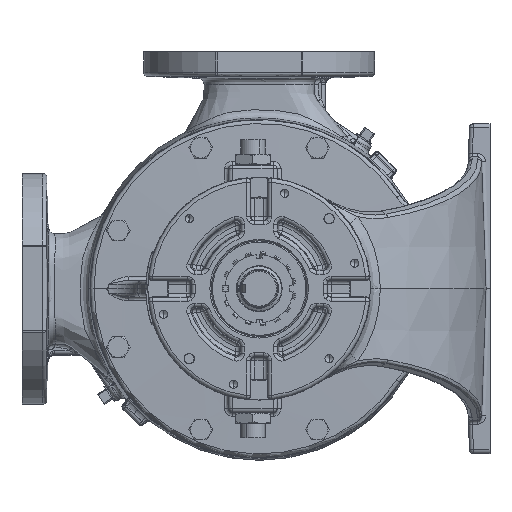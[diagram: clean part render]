
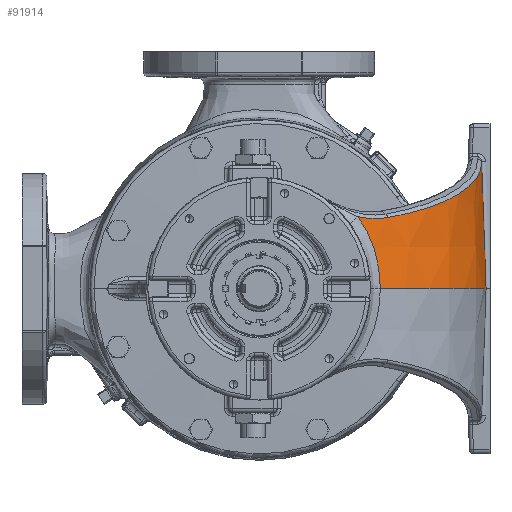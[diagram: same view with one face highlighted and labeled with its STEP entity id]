
A CAD part, left-side view. The second image highlights one B-rep face of the part: STEP entity #91914.
In plain terms, the highlighted conical face has half-angle 2 degrees and reference radius 133.35 mm.
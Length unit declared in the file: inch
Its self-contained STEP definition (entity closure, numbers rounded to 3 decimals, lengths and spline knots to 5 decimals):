
#198 = CARTESIAN_POINT ( 'NONE',  ( -9.91818, -4.88026, 2.38095 ) ) ;
#866 = CARTESIAN_POINT ( 'NONE',  ( -7.5302, -6.5078, 3.23001 ) ) ;
#4829 = VERTEX_POINT ( 'NONE', #14598 ) ;
#7005 = CARTESIAN_POINT ( 'NONE',  ( -10.73003, -3.66857, 0.24402 ) ) ;
#7642 = CARTESIAN_POINT ( 'NONE',  ( -10.89257, -2.9913, 2.18638 ) ) ;
#12511 = EDGE_CURVE ( 'Defeatured_0_497+Defeatured_0_422+Defeatured_0_471+Defeatured_0_496', #139276, #96564, #68073, .T. ) ;
#14598 = CARTESIAN_POINT ( 'NONE',  ( -10.89257, -2.9913, 2.18638 ) ) ;
#15273 = CARTESIAN_POINT ( 'NONE',  ( -9.79917, -5.01981, 2.42327 ) ) ;
#15903 = CARTESIAN_POINT ( 'NONE',  ( -7.1882, -6.59935, 3.3516 ) ) ;
#16961 = DIRECTION ( 'NONE',  ( 0., 0., 1. ) ) ;
#17960 = B_SPLINE_CURVE_WITH_KNOTS ( 'NONE', 3,
 ( #29763, #179127, #44856, #149648, #59821, #164718, #74885, #179774, #89996, #198, #105000, #15273, #120044, #30411, #135159, #45510, #150284, #60474, #165351, #75561, #180407, #90651, #866, #105660, #15903, #120675, #31069, #135815, #46135, #150930, #61113, #166004 ),
 .UNSPECIFIED., .F., .F.,
 ( 4, 2, 2, 2, 2, 2, 2, 2, 2, 2, 2, 2, 2, 2, 2, 4 ),
 ( 0., 0.00479, 0.00958, 0.01916, 0.02874, 0.03353, 0.03832, 0.05747, 0.06705, 0.07663, 0.09579, 0.11495, 0.11974, 0.12453, 0.13411, 0.15326 ),
 .UNSPECIFIED. ) ;
#22048 = CARTESIAN_POINT ( 'NONE',  ( -10.72988, -3.64715, 0.48582 ) ) ;
#25242 = CARTESIAN_POINT ( 'NONE',  ( -10.8491, -3.14583, 2.15602 ) ) ;
#29763 = CARTESIAN_POINT ( 'NONE',  ( -10.55162, -3.89971, 2.15569 ) ) ;
#30411 = CARTESIAN_POINT ( 'NONE',  ( -9.55253, -5.28736, 2.51098 ) ) ;
#31069 = CARTESIAN_POINT ( 'NONE',  ( -7.0149, -6.63884, 3.4132 ) ) ;
#34045 = VERTEX_POINT ( 'NONE', #75175 ) ;
#37162 = CARTESIAN_POINT ( 'NONE',  ( -10.74659, -3.56302, 0.96242 ) ) ;
#40324 = CARTESIAN_POINT ( 'NONE',  ( -10.80018, -3.30097, 2.1346 ) ) ;
#44856 = CARTESIAN_POINT ( 'NONE',  ( -10.49555, -4.01045, 2.17563 ) ) ;
#45510 = CARTESIAN_POINT ( 'NONE',  ( -9.0987, -5.67744, 2.67235 ) ) ;
#46135 = CARTESIAN_POINT ( 'NONE',  ( -6.724, -6.69212, 3.51661 ) ) ;
#52187 = EDGE_CURVE ( 'Defeatured_0_422+Defeatured_0_421+Defeatured_0_372+Defeatured_0_497', #34045, #96564, #174839, .T. ) ;
#52218 = CARTESIAN_POINT ( 'NONE',  ( -10.7777, -3.44568, 1.3345 ) ) ;
#54044 = CARTESIAN_POINT ( 'NONE',  ( -10.88239, -3.02978, 2.17772 ) ) ;
#55338 = CARTESIAN_POINT ( 'NONE',  ( -10.68816, -3.60537, 2.12023 ) ) ;
#56670 = EDGE_LOOP ( 'NONE', ( #173420, #81297, #176910, #63637, #63051 ) ) ;
#58883 = CARTESIAN_POINT ( 'NONE',  ( -5.90122, -6.74698, 3.80907 ) ) ;
#59821 = CARTESIAN_POINT ( 'NONE',  ( -10.40611, -4.1734, 2.20744 ) ) ;
#60474 = CARTESIAN_POINT ( 'NONE',  ( -8.8076, -5.88692, 2.77586 ) ) ;
#61113 = CARTESIAN_POINT ( 'NONE',  ( -6.13793, -6.74992, 3.72493 ) ) ;
#61653 = VERTEX_POINT ( 'NONE', #95120 ) ;
#63051 = ORIENTED_EDGE ( 'NONE', *, *, #122890, .F. ) ;
#63637 = ORIENTED_EDGE ( 'NONE', *, *, #78360, .F. ) ;
#63899 = FACE_OUTER_BOUND ( 'NONE', #56670, .T. ) ;
#67234 = CARTESIAN_POINT ( 'NONE',  ( -10.79723, -3.37333, 1.51522 ) ) ;
#68073 = LINE ( 'NONE', #107826, #107903 ) ;
#70351 = CARTESIAN_POINT ( 'NONE',  ( -10.55162, -3.89971, 2.15569 ) ) ;
#74885 = CARTESIAN_POINT ( 'NONE',  ( -10.24591, -4.43664, 2.26441 ) ) ;
#75175 = CARTESIAN_POINT ( 'NONE',  ( -10.73613, -3.676, 0. ) ) ;
#75561 = CARTESIAN_POINT ( 'NONE',  ( -8.39822, -6.13827, 2.92141 ) ) ;
#77958 = B_SPLINE_CURVE_WITH_KNOTS ( 'NONE', 3,
 ( #84851, #54044, #114877, #25242, #130012, #40324, #145089, #55338, #160206, #70351 ),
 .UNSPECIFIED., .F., .F.,
 ( 4, 2, 2, 2, 4 ),
 ( 0.01694, 0.02007, 0.0232, 0.02945, 0.04196 ),
 .UNSPECIFIED. ) ;
#78360 = EDGE_CURVE ( 'Defeatured_0_407+Defeatured_0_422+Defeatured_0_373+Defeatured_0_470', #4829, #61653, #77958, .T. ) ;
#81297 = ORIENTED_EDGE ( 'NONE', *, *, #12511, .F. ) ;
#82338 = CARTESIAN_POINT ( 'NONE',  ( -10.81327, -3.31341, 1.64799 ) ) ;
#84851 = CARTESIAN_POINT ( 'NONE',  ( -10.89257, -2.9913, 2.18638 ) ) ;
#89996 = CARTESIAN_POINT ( 'NONE',  ( -10.03324, -4.73686, 2.34004 ) ) ;
#90651 = CARTESIAN_POINT ( 'NONE',  ( -7.75259, -6.43076, 3.15095 ) ) ;
#91914 = ADVANCED_FACE ( 'Defeatured_0_422', ( #63899 ), #174108, .T. ) ;
#95120 = CARTESIAN_POINT ( 'NONE',  ( -10.55162, -3.89971, 2.15569 ) ) ;
#96564 = VERTEX_POINT ( 'NONE', #176633 ) ;
#96736 = CARTESIAN_POINT ( 'NONE',  ( -10.73072, -3.67129, 0.1954 ) ) ;
#97371 = CARTESIAN_POINT ( 'NONE',  ( -10.86688, -3.10626, 2.02993 ) ) ;
#105000 = CARTESIAN_POINT ( 'NONE',  ( -9.87892, -4.92742, 2.39491 ) ) ;
#105660 = CARTESIAN_POINT ( 'NONE',  ( -7.24548, -6.5849, 3.33123 ) ) ;
#106728 = CARTESIAN_POINT ( 'NONE',  ( -5.90122, -1.63, 0. ) ) ;
#107826 = CARTESIAN_POINT ( 'NONE',  ( -5.90122, -6.88, 0. ) ) ;
#107903 = VECTOR ( 'NONE', #108481, 39.37008 ) ;
#108481 = DIRECTION ( 'NONE',  ( 0., -0.035, -0.999 ) ) ;
#111754 = CARTESIAN_POINT ( 'NONE',  ( -10.72906, -3.65779, 0.38945 ) ) ;
#114877 = CARTESIAN_POINT ( 'NONE',  ( -10.87167, -3.06837, 2.1699 ) ) ;
#120044 = CARTESIAN_POINT ( 'NONE',  ( -9.75862, -5.06513, 2.43769 ) ) ;
#120675 = CARTESIAN_POINT ( 'NONE',  ( -7.07295, -6.62631, 3.39257 ) ) ;
#121727 = DIRECTION ( 'NONE',  ( 1., 0., 0. ) ) ;
#122890 = EDGE_CURVE ( 'Defeatured_0_372+Defeatured_0_422+Defeatured_0_371+Defeatured_0_373', #34045, #4829, #142169, .T. ) ;
#126809 = CARTESIAN_POINT ( 'NONE',  ( -10.73655, -3.60488, 0.77317 ) ) ;
#129561 = AXIS2_PLACEMENT_3D ( 'NONE', #106728, #16961, #121727 ) ;
#130012 = CARTESIAN_POINT ( 'NONE',  ( -10.83722, -3.18479, 2.14994 ) ) ;
#135159 = CARTESIAN_POINT ( 'NONE',  ( -9.37708, -5.45133, 2.57337 ) ) ;
#135815 = CARTESIAN_POINT ( 'NONE',  ( -6.84058, -6.67328, 3.47517 ) ) ;
#139276 = VERTEX_POINT ( 'NONE', #58883 ) ;
#141296 = AXIS2_PLACEMENT_3D ( 'NONE', #187092, #188357, #173276 ) ;
#141930 = CARTESIAN_POINT ( 'NONE',  ( -10.76905, -3.47768, 1.24253 ) ) ;
#142169 = B_SPLINE_CURVE_WITH_KNOTS ( 'NONE', 3,
 ( #171432, #156370, #186534, #96736, #7005, #111754, #22048, #126809, #37162, #141930, #52218, #157023, #67234, #172092, #82338, #187167, #97371, #7642 ),
 .UNSPECIFIED., .F., .F.,
 ( 4, 2, 2, 2, 2, 2, 2, 2, 4 ),
 ( 0., 0.00373, 0.00746, 0.01491, 0.02983, 0.03729, 0.04102, 0.04474, 0.05966 ),
 .UNSPECIFIED. ) ;
#145089 = CARTESIAN_POINT ( 'NONE',  ( -10.77359, -3.37765, 2.12816 ) ) ;
#149648 = CARTESIAN_POINT ( 'NONE',  ( -10.43656, -4.11948, 2.19661 ) ) ;
#150284 = CARTESIAN_POINT ( 'NONE',  ( -9.00337, -5.74948, 2.70625 ) ) ;
#150930 = CARTESIAN_POINT ( 'NONE',  ( -6.37321, -6.7365, 3.6413 ) ) ;
#156370 = CARTESIAN_POINT ( 'NONE',  ( -10.73431, -3.67594, 0.0489 ) ) ;
#157023 = CARTESIAN_POINT ( 'NONE',  ( -10.79216, -3.39213, 1.47027 ) ) ;
#160206 = CARTESIAN_POINT ( 'NONE',  ( -10.62368, -3.7541, 2.13007 ) ) ;
#164718 = CARTESIAN_POINT ( 'NONE',  ( -10.31213, -4.33299, 2.24086 ) ) ;
#165351 = CARTESIAN_POINT ( 'NONE',  ( -8.7071, -5.95235, 2.81159 ) ) ;
#166004 = CARTESIAN_POINT ( 'NONE',  ( -5.90122, -6.74698, 3.80907 ) ) ;
#171432 = CARTESIAN_POINT ( 'NONE',  ( -10.73613, -3.676, 0. ) ) ;
#172092 = CARTESIAN_POINT ( 'NONE',  ( -10.80779, -3.33397, 1.60409 ) ) ;
#173276 = DIRECTION ( 'NONE',  ( 1., 0., 0. ) ) ;
#173420 = ORIENTED_EDGE ( 'NONE', *, *, #52187, .T. ) ;
#174108 = CONICAL_SURFACE ( 'NONE', #141296, 5.25, 0.035 ) ;
#174839 = CIRCLE ( 'NONE', #129561, 5.25 ) ;
#176633 = CARTESIAN_POINT ( 'NONE',  ( -5.90122, -6.88, 0. ) ) ;
#176910 = ORIENTED_EDGE ( 'NONE', *, *, #177554, .F. ) ;
#177554 = EDGE_CURVE ( 'Defeatured_0_470+Defeatured_0_422+Defeatured_0_407+Defeatured_0_471', #61653, #139276, #17960, .T. ) ;
#179127 = CARTESIAN_POINT ( 'NONE',  ( -10.52407, -3.95537, 2.16549 ) ) ;
#179774 = CARTESIAN_POINT ( 'NONE',  ( -10.10646, -4.63858, 2.314 ) ) ;
#180407 = CARTESIAN_POINT ( 'NONE',  ( -8.18659, -6.24599, 2.99665 ) ) ;
#186534 = CARTESIAN_POINT ( 'NONE',  ( -10.73286, -3.67498, 0.09785 ) ) ;
#187092 = CARTESIAN_POINT ( 'NONE',  ( -5.90122, -1.63, 0. ) ) ;
#187167 = CARTESIAN_POINT ( 'NONE',  ( -10.84151, -3.20618, 1.86487 ) ) ;
#188357 = DIRECTION ( 'NONE',  ( 0., 0., -1. ) ) ;
